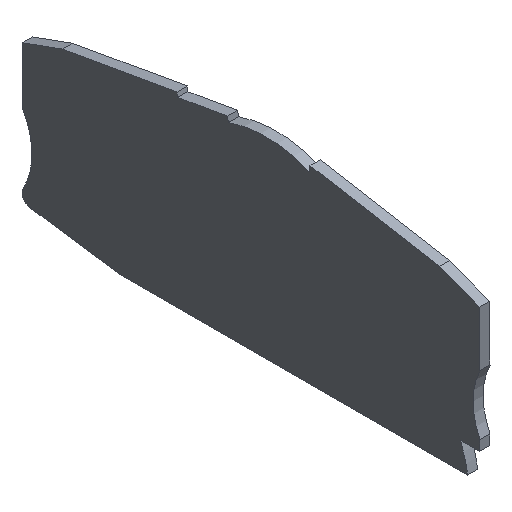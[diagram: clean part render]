
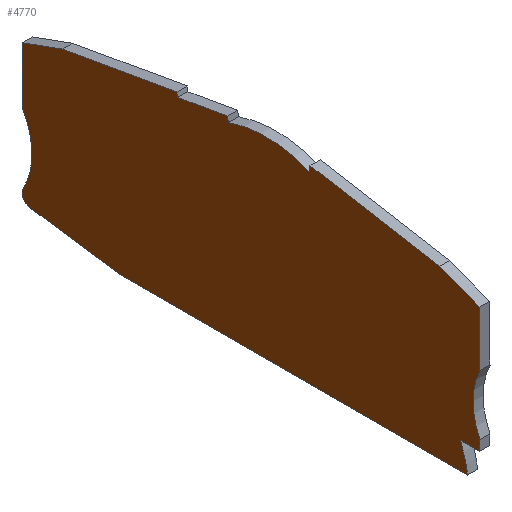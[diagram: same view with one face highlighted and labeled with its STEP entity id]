
A CAD part, isometric view. The second image highlights one B-rep face of the part: STEP entity #4770.
In plain terms, the highlighted face is planar.
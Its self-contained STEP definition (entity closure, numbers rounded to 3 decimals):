
#60=CARTESIAN_POINT('',(51.629,-73.928,
123.55));
#70=DIRECTION('',(-1.,0.,0.));
#80=VECTOR('',#70,1.);
#90=LINE('',#60,#80);
#100=CARTESIAN_POINT('',(62.528,-73.928,
123.55));
#110=VERTEX_POINT('',#100);
#120=CARTESIAN_POINT('',(-13.327,-73.928,
123.55));
#130=VERTEX_POINT('',#120);
#140=EDGE_CURVE('',#110,#130,#90,.T.);
#2160=CARTESIAN_POINT('',(51.629,-34.555,
123.55));
#2170=DIRECTION('',(0.985,-0.174,
0.));
#2180=VECTOR('',#2170,1.);
#2190=LINE('',#2160,#2180);
#2200=CARTESIAN_POINT('',(38.994,-32.327,
123.55));
#2210=VERTEX_POINT('',#2200);
#2220=CARTESIAN_POINT('',(49.86,-34.243,
123.55));
#2230=VERTEX_POINT('',#2220);
#2240=EDGE_CURVE('',#2210,#2230,#2190,.T.);
#2580=CARTESIAN_POINT('',(-11.767,-68.128,
123.55));
#2590=VERTEX_POINT('',#2580);
#2620=CARTESIAN_POINT('',(51.629,-68.128,
123.55));
#2630=DIRECTION('',(1.,0.,0.));
#2640=VECTOR('',#2630,1.);
#2650=LINE('',#2620,#2640);
#2660=CARTESIAN_POINT('',(-15.985,-68.128,
123.55));
#2670=VERTEX_POINT('',#2660);
#2680=EDGE_CURVE('',#2670,#2590,#2650,.T.);
#2960=CARTESIAN_POINT('',(50.034,-33.259,
123.55));
#2970=VERTEX_POINT('',#2960);
#3020=CARTESIAN_POINT('',(42.889,-73.776,
123.55));
#3030=DIRECTION('',(0.174,0.985,
0.));
#3040=VECTOR('',#3030,1.);
#3050=LINE('',#3020,#3040);
#3060=EDGE_CURVE('',#2230,#2970,#3050,.T.);
#3270=CARTESIAN_POINT('',(-15.985,-40.885,
123.55));
#3280=VERTEX_POINT('',#3270);
#3360=CARTESIAN_POINT('',(-15.985,-52.928,
123.55));
#3370=VERTEX_POINT('',#3360);
#3400=CARTESIAN_POINT('',(-15.985,-73.776,
123.55));
#3410=DIRECTION('',(0.,-1.,0.));
#3420=VECTOR('',#3410,1.);
#3430=LINE('',#3400,#3420);
#3440=EDGE_CURVE('',#3280,#3370,#3430,.T.);
#3560=CARTESIAN_POINT('',(41.069,-32.839,
123.55));
#3570=DIRECTION('',(0.,0.,-1.));
#3580=DIRECTION('',(-1.,0.,0.));
#3590=AXIS2_PLACEMENT_3D('',#3560,#3570,#3580);
#3600=PLANE('',#3590);
#3610=CARTESIAN_POINT('',(33.954,-73.776,
123.55));
#3620=DIRECTION('',(0.121,0.993,
0.));
#3630=VECTOR('',#3620,1.);
#3640=LINE('',#3610,#3630);
#3650=CARTESIAN_POINT('',(38.854,-33.473,
123.55));
#3660=VERTEX_POINT('',#3650);
#3670=EDGE_CURVE('',#3660,#2210,#3640,.T.);
#3680=ORIENTED_EDGE('',*,*,#3670,.T.);
#3690=CARTESIAN_POINT('',(30.649,-56.027,
123.55));
#3700=DIRECTION('',(0.,0.,1.));
#3710=DIRECTION('',(1.,0.,0.));
#3720=AXIS2_PLACEMENT_3D('',#3690,#3700,#3710);
#3730=CIRCLE('',#3720,24.);
#3740=CARTESIAN_POINT('',(21.267,-33.937,
123.55));
#3750=VERTEX_POINT('',#3740);
#3760=EDGE_CURVE('',#3660,#3750,#3730,.T.);
#3770=ORIENTED_EDGE('',*,*,#3760,.F.);
#3780=CARTESIAN_POINT('',(28.292,-73.776,
123.55));
#3790=DIRECTION('',(0.174,-0.985,
0.));
#3800=VECTOR('',#3790,1.);
#3810=LINE('',#3780,#3800);
#3820=CARTESIAN_POINT('',(21.047,-32.686,
123.55));
#3830=VERTEX_POINT('',#3820);
#3840=EDGE_CURVE('',#3830,#3750,#3810,.T.);
#3850=ORIENTED_EDGE('',*,*,#3840,.T.);
#3860=CARTESIAN_POINT('',(51.629,-27.293,
123.55));
#3870=DIRECTION('',(-0.985,-0.174,
0.));
#3880=VECTOR('',#3870,1.);
#3890=LINE('',#3860,#3880);
#3900=CARTESIAN_POINT('',(-7.084,-37.646,
123.55));
#3910=VERTEX_POINT('',#3900);
#3920=EDGE_CURVE('',#3830,#3910,#3890,.T.);
#3930=ORIENTED_EDGE('',*,*,#3920,.F.);
#3940=CARTESIAN_POINT('',(51.629,-16.276,
123.55));
#3950=DIRECTION('',(-0.94,-0.342,
0.));
#3960=VECTOR('',#3950,1.);
#3970=LINE('',#3940,#3960);
#3980=EDGE_CURVE('',#3910,#3280,#3970,.T.);
#3990=ORIENTED_EDGE('',*,*,#3980,.F.);
#4000=ORIENTED_EDGE('',*,*,#3440,.F.);
#4010=CARTESIAN_POINT('',(-29.503,-59.428,
123.55));
#4020=DIRECTION('',(0.,0.,1.));
#4030=DIRECTION('',(1.,0.,0.));
#4040=AXIS2_PLACEMENT_3D('',#4010,#4020,#4030);
#4050=CIRCLE('',#4040,15.);
#4060=CARTESIAN_POINT('',(-15.985,-65.928,
123.55));
#4070=VERTEX_POINT('',#4060);
#4080=EDGE_CURVE('',#4070,#3370,#4050,.T.);
#4090=ORIENTED_EDGE('',*,*,#4080,.T.);
#4100=CARTESIAN_POINT('',(-15.985,-73.776,
123.55));
#4110=DIRECTION('',(0.,-1.,0.));
#4120=VECTOR('',#4110,1.);
#4130=LINE('',#4100,#4120);
#4140=EDGE_CURVE('',#4070,#2670,#4130,.T.);
#4150=ORIENTED_EDGE('',*,*,#4140,.F.);
#4160=ORIENTED_EDGE('',*,*,#2680,.F.);
#4170=CARTESIAN_POINT('',(18.315,-79.328,
123.55));
#4180=DIRECTION('',(0.,0.,1.));
#4190=DIRECTION('',(1.,0.,0.));
#4200=AXIS2_PLACEMENT_3D('',#4170,#4180,#4190);
#4210=CIRCLE('',#4200,32.1);
#4220=EDGE_CURVE('',#2590,#130,#4210,.T.);
#4230=ORIENTED_EDGE('',*,*,#4220,.F.);
#4240=ORIENTED_EDGE('',*,*,#140,.T.);
#4250=CARTESIAN_POINT('',(51.629,-75.464,
123.55));
#4260=DIRECTION('',(-0.99,-0.14,
0.));
#4270=VECTOR('',#4260,1.);
#4280=LINE('',#4250,#4270);
#4290=CARTESIAN_POINT('',(82.094,-71.171,
123.55));
#4300=VERTEX_POINT('',#4290);
#4310=EDGE_CURVE('',#4300,#110,#4280,.T.);
#4320=ORIENTED_EDGE('',*,*,#4310,.T.);
#4330=CARTESIAN_POINT('',(81.815,-69.19,
123.55));
#4340=DIRECTION('',(0.,0.,1.));
#4350=DIRECTION('',(1.,0.,0.));
#4360=AXIS2_PLACEMENT_3D('',#4330,#4340,#4350);
#4370=CIRCLE('',#4360,2.);
#4380=CARTESIAN_POINT('',(83.56,-68.212,
123.55));
#4390=VERTEX_POINT('',#4380);
#4400=EDGE_CURVE('',#4300,#4390,#4370,.T.);
#4410=ORIENTED_EDGE('',*,*,#4400,.F.);
#4420=CARTESIAN_POINT('',(96.642,-60.873,
123.55));
#4430=DIRECTION('',(0.,0.,1.));
#4440=DIRECTION('',(1.,0.,0.));
#4450=AXIS2_PLACEMENT_3D('',#4420,#4430,#4440);
#4460=CIRCLE('',#4450,15.);
#4470=CARTESIAN_POINT('',(83.815,-53.096,
123.55));
#4480=VERTEX_POINT('',#4470);
#4490=EDGE_CURVE('',#4480,#4390,#4460,.T.);
#4500=ORIENTED_EDGE('',*,*,#4490,.T.);
#4510=CARTESIAN_POINT('',(83.815,-73.776,
123.55));
#4520=DIRECTION('',(0.,1.,0.));
#4530=VECTOR('',#4520,1.);
#4540=LINE('',#4510,#4530);
#4550=CARTESIAN_POINT('',(83.815,-40.885,
123.55));
#4560=VERTEX_POINT('',#4550);
#4570=EDGE_CURVE('',#4480,#4560,#4540,.T.);
#4580=ORIENTED_EDGE('',*,*,#4570,.F.);
#4590=CARTESIAN_POINT('',(51.629,-29.17,
123.55));
#4600=DIRECTION('',(-0.94,0.342,
0.));
#4610=VECTOR('',#4600,1.);
#4620=LINE('',#4590,#4610);
#4630=CARTESIAN_POINT('',(74.915,-37.646,
123.55));
#4640=VERTEX_POINT('',#4630);
#4650=EDGE_CURVE('',#4560,#4640,#4620,.T.);
#4660=ORIENTED_EDGE('',*,*,#4650,.F.);
#4670=CARTESIAN_POINT('',(51.629,-33.54,
123.55));
#4680=DIRECTION('',(-0.985,0.174,
0.));
#4690=VECTOR('',#4680,1.);
#4700=LINE('',#4670,#4690);
#4710=EDGE_CURVE('',#4640,#2970,#4700,.T.);
#4720=ORIENTED_EDGE('',*,*,#4710,.F.);
#4730=ORIENTED_EDGE('',*,*,#3060,.T.);
#4740=ORIENTED_EDGE('',*,*,#2240,.T.);
#4750=EDGE_LOOP('',(#4740,#4730,#4720,#4660,#4580,#4500,#4410,#4320,
#4240,#4230,#4160,#4150,#4090,#4000,#3990,#3930,#3850,#3770,#3680));
#4760=FACE_OUTER_BOUND('',#4750,.T.);
#4770=ADVANCED_FACE('',(#4760),#3600,.T.);
